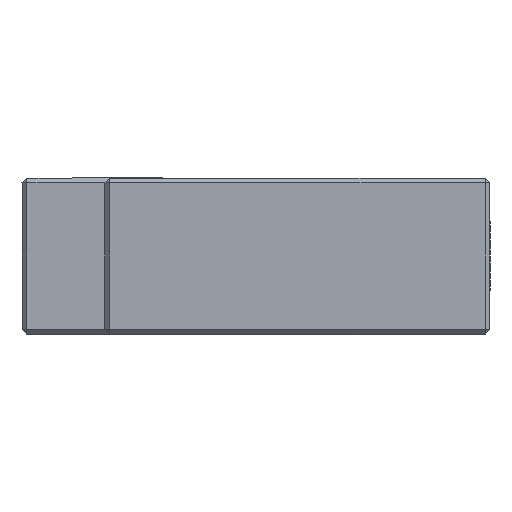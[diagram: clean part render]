
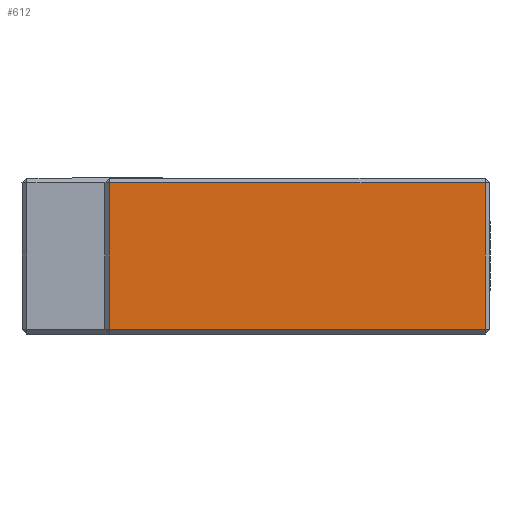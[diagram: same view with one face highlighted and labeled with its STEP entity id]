
A CAD part, left-side view. The second image highlights one B-rep face of the part: STEP entity #612.
In plain terms, the highlighted planar face has unit normal (-1, 0, 0).
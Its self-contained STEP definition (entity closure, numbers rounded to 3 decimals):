
#294 = VERTEX_POINT ( 'NONE', #5068 ) ;
#612 = ADVANCED_FACE ( 'NONE', ( #1007 ), #4285, .F. ) ;
#898 = EDGE_CURVE ( 'NONE', #294, #5816, #2626, .T. ) ;
#1007 = FACE_OUTER_BOUND ( 'NONE', #2226, .T. ) ;
#1091 = AXIS2_PLACEMENT_3D ( 'NONE', #3979, #4239, #4545 ) ;
#1221 = VECTOR ( 'NONE', #5863, 1000. ) ;
#2147 = DIRECTION ( 'NONE',  ( 0., -1., 0. ) ) ;
#2226 = EDGE_LOOP ( 'NONE', ( #4961, #4614, #4290, #4673 ) ) ;
#2239 = CARTESIAN_POINT ( 'NONE',  ( -70., 39.5, 15. ) ) ;
#2246 = CARTESIAN_POINT ( 'NONE',  ( -70., 78., -15. ) ) ;
#2307 = VECTOR ( 'NONE', #5711, 1000. ) ;
#2417 = DIRECTION ( 'NONE',  ( 0., 1., 0. ) ) ;
#2626 = LINE ( 'NONE', #3818, #2705 ) ;
#2705 = VECTOR ( 'NONE', #2417, 1000. ) ;
#2854 = CARTESIAN_POINT ( 'NONE',  ( -70., 1., 0. ) ) ;
#3213 = CARTESIAN_POINT ( 'NONE',  ( -70., 78., 15. ) ) ;
#3539 = LINE ( 'NONE', #5395, #1221 ) ;
#3604 = VECTOR ( 'NONE', #2147, 1000. ) ;
#3818 = CARTESIAN_POINT ( 'NONE',  ( -70., 39.5, -15. ) ) ;
#3979 = CARTESIAN_POINT ( 'NONE',  ( -70., 1., -15. ) ) ;
#4159 = EDGE_CURVE ( 'NONE', #6000, #5463, #5799, .T. ) ;
#4239 = DIRECTION ( 'NONE',  ( 1., 0., 0. ) ) ;
#4285 = PLANE ( 'NONE',  #1091 ) ;
#4290 = ORIENTED_EDGE ( 'NONE', *, *, #6106, .F. ) ;
#4545 = DIRECTION ( 'NONE',  ( 0., 1., 0. ) ) ;
#4614 = ORIENTED_EDGE ( 'NONE', *, *, #4159, .F. ) ;
#4673 = ORIENTED_EDGE ( 'NONE', *, *, #898, .F. ) ;
#4700 = CARTESIAN_POINT ( 'NONE',  ( -70., 1., 15. ) ) ;
#4961 = ORIENTED_EDGE ( 'NONE', *, *, #5043, .F. ) ;
#5043 = EDGE_CURVE ( 'NONE', #5463, #294, #6140, .T. ) ;
#5068 = CARTESIAN_POINT ( 'NONE',  ( -70., 1., -15. ) ) ;
#5395 = CARTESIAN_POINT ( 'NONE',  ( -70., 78., 0. ) ) ;
#5463 = VERTEX_POINT ( 'NONE', #4700 ) ;
#5711 = DIRECTION ( 'NONE',  ( 0., 0., -1. ) ) ;
#5799 = LINE ( 'NONE', #2239, #3604 ) ;
#5816 = VERTEX_POINT ( 'NONE', #2246 ) ;
#5863 = DIRECTION ( 'NONE',  ( 0., 0., 1. ) ) ;
#6000 = VERTEX_POINT ( 'NONE', #3213 ) ;
#6106 = EDGE_CURVE ( 'NONE', #5816, #6000, #3539, .T. ) ;
#6140 = LINE ( 'NONE', #2854, #2307 ) ;
